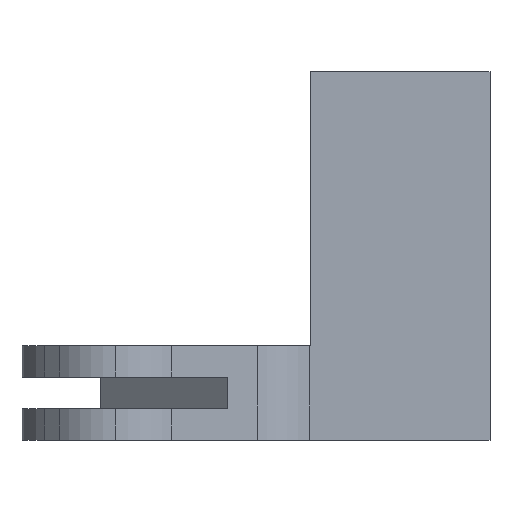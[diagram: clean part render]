
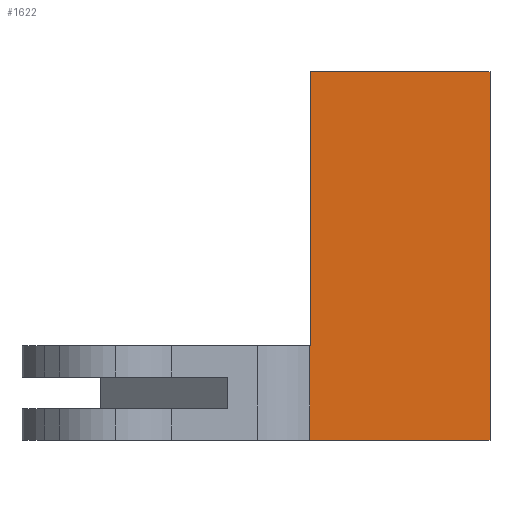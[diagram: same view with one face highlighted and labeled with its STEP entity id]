
A CAD part, left-side view. The second image highlights one B-rep face of the part: STEP entity #1622.
In plain terms, the highlighted planar face has unit normal (-1, 0, 0).
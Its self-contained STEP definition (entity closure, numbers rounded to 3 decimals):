
#28 = LINE ( 'NONE', #398, #1243 ) ;
#77 = CARTESIAN_POINT ( 'NONE',  ( 0., 0., 9. ) ) ;
#108 = VERTEX_POINT ( 'NONE', #860 ) ;
#150 = DIRECTION ( 'NONE',  ( 0., 1., 0. ) ) ;
#153 = ORIENTED_EDGE ( 'NONE', *, *, #327, .T. ) ;
#178 = VERTEX_POINT ( 'NONE', #1262 ) ;
#190 = EDGE_LOOP ( 'NONE', ( #1522, #482, #1158, #346, #153, #1541 ) ) ;
#231 = VECTOR ( 'NONE', #863, 1000. ) ;
#269 = DIRECTION ( 'NONE',  ( 0., 0., -1. ) ) ;
#327 = EDGE_CURVE ( 'NONE', #178, #633, #439, .T. ) ;
#343 = DIRECTION ( 'NONE',  ( -1., 0., 0. ) ) ;
#346 = ORIENTED_EDGE ( 'NONE', *, *, #579, .F. ) ;
#374 = CARTESIAN_POINT ( 'NONE',  ( 0., 17., 35. ) ) ;
#398 = CARTESIAN_POINT ( 'NONE',  ( 0., 0., 0. ) ) ;
#430 = VERTEX_POINT ( 'NONE', #1226 ) ;
#439 = LINE ( 'NONE', #953, #693 ) ;
#482 = ORIENTED_EDGE ( 'NONE', *, *, #491, .T. ) ;
#491 = EDGE_CURVE ( 'NONE', #430, #531, #1360, .T. ) ;
#531 = VERTEX_POINT ( 'NONE', #1473 ) ;
#548 = DIRECTION ( 'NONE',  ( 0., 0., -1. ) ) ;
#579 = EDGE_CURVE ( 'NONE', #178, #1140, #1526, .T. ) ;
#601 = DIRECTION ( 'NONE',  ( 0., 0., 1. ) ) ;
#629 = AXIS2_PLACEMENT_3D ( 'NONE', #77, #343, #601 ) ;
#633 = VERTEX_POINT ( 'NONE', #374 ) ;
#656 = VECTOR ( 'NONE', #548, 1000. ) ;
#693 = VECTOR ( 'NONE', #1463, 1000. ) ;
#859 = EDGE_CURVE ( 'NONE', #108, #430, #1427, .T. ) ;
#860 = CARTESIAN_POINT ( 'NONE',  ( 0., 17., 9. ) ) ;
#862 = EDGE_CURVE ( 'NONE', #1140, #531, #28, .T. ) ;
#863 = DIRECTION ( 'NONE',  ( 0., 0., -1. ) ) ;
#914 = CARTESIAN_POINT ( 'NONE',  ( 0., 0., 35. ) ) ;
#953 = CARTESIAN_POINT ( 'NONE',  ( 0., 0., 35. ) ) ;
#1062 = DIRECTION ( 'NONE',  ( 0., 1., 0. ) ) ;
#1138 = CARTESIAN_POINT ( 'NONE',  ( 0., 0., 0. ) ) ;
#1140 = VERTEX_POINT ( 'NONE', #1138 ) ;
#1158 = ORIENTED_EDGE ( 'NONE', *, *, #862, .F. ) ;
#1179 = CARTESIAN_POINT ( 'NONE',  ( 0., 0., 9. ) ) ;
#1184 = LINE ( 'NONE', #1585, #656 ) ;
#1224 = FACE_OUTER_BOUND ( 'NONE', #190, .T. ) ;
#1226 = CARTESIAN_POINT ( 'NONE',  ( 0., 17.101, 9. ) ) ;
#1229 = PLANE ( 'NONE',  #629 ) ;
#1243 = VECTOR ( 'NONE', #150, 1000. ) ;
#1248 = CARTESIAN_POINT ( 'NONE',  ( 0., 17.101, 0. ) ) ;
#1249 = EDGE_CURVE ( 'NONE', #633, #108, #1184, .T. ) ;
#1262 = CARTESIAN_POINT ( 'NONE',  ( 0., 0., 35. ) ) ;
#1360 = LINE ( 'NONE', #1248, #231 ) ;
#1427 = LINE ( 'NONE', #1179, #1570 ) ;
#1463 = DIRECTION ( 'NONE',  ( 0., 1., 0. ) ) ;
#1466 = VECTOR ( 'NONE', #269, 1000. ) ;
#1473 = CARTESIAN_POINT ( 'NONE',  ( 0., 17.101, 0. ) ) ;
#1522 = ORIENTED_EDGE ( 'NONE', *, *, #859, .T. ) ;
#1526 = LINE ( 'NONE', #914, #1466 ) ;
#1541 = ORIENTED_EDGE ( 'NONE', *, *, #1249, .T. ) ;
#1570 = VECTOR ( 'NONE', #1062, 1000. ) ;
#1585 = CARTESIAN_POINT ( 'NONE',  ( 0., 17., 35. ) ) ;
#1622 = ADVANCED_FACE ( 'NONE', ( #1224 ), #1229, .T. ) ;
